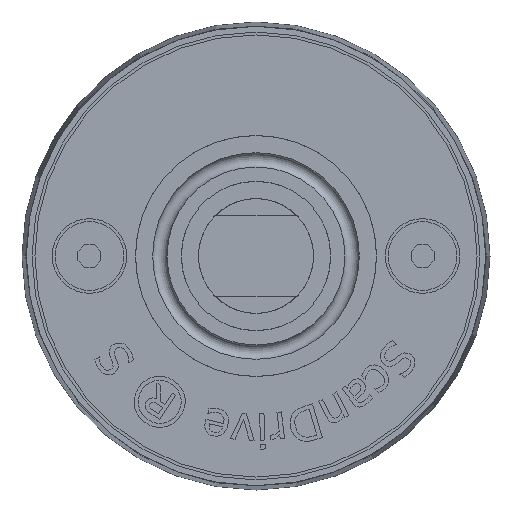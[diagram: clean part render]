
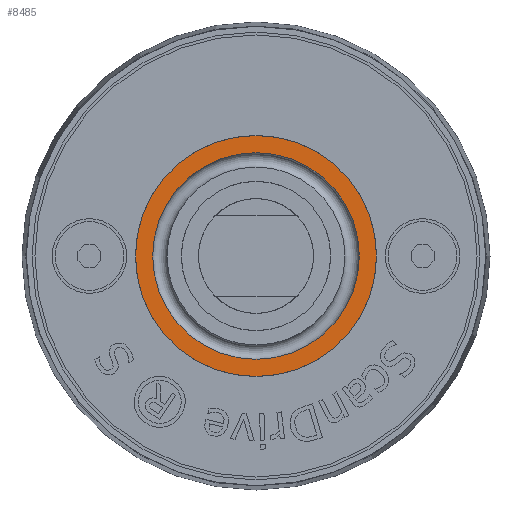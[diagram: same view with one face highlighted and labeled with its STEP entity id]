
A CAD part, left-side view. The second image highlights one B-rep face of the part: STEP entity #8485.
In plain terms, the highlighted planar face has unit normal (-1, 0, 0).
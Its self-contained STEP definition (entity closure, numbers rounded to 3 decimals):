
#68=CIRCLE('',#8919,17.99);
#70=CIRCLE('',#8922,20.99);
#168=FACE_BOUND('',#1523,.T.);
#1013=FACE_OUTER_BOUND('',#1522,.T.);
#1522=EDGE_LOOP('',(#6665));
#1523=EDGE_LOOP('',(#6666));
#3815=VERTEX_POINT('',#13114);
#3816=VERTEX_POINT('',#13118);
#4843=EDGE_CURVE('',#3815,#3815,#68,.T.);
#4845=EDGE_CURVE('',#3816,#3816,#70,.T.);
#6665=ORIENTED_EDGE('',*,*,#4845,.T.);
#6666=ORIENTED_EDGE('',*,*,#4843,.F.);
#8119=PLANE('',#8921);
#8485=ADVANCED_FACE('',(#1013,#168),#8119,.T.);
#8919=AXIS2_PLACEMENT_3D('',#13115,#9793,#9794);
#8921=AXIS2_PLACEMENT_3D('',#13117,#9797,#9798);
#8922=AXIS2_PLACEMENT_3D('',#13119,#9799,#9800);
#9793=DIRECTION('center_axis',(-1.,0.,0.));
#9794=DIRECTION('ref_axis',(0.,0.,1.));
#9797=DIRECTION('center_axis',(-1.,0.,0.));
#9798=DIRECTION('ref_axis',(0.,0.,1.));
#9799=DIRECTION('center_axis',(-1.,0.,0.));
#9800=DIRECTION('ref_axis',(0.,0.,1.));
#13114=CARTESIAN_POINT('',(-425.,0.,-17.99));
#13115=CARTESIAN_POINT('Origin',(-425.,0.,0.));
#13117=CARTESIAN_POINT('Origin',(-425.,0.,17.99));
#13118=CARTESIAN_POINT('',(-425.,0.,-20.99));
#13119=CARTESIAN_POINT('Origin',(-425.,0.,0.));
